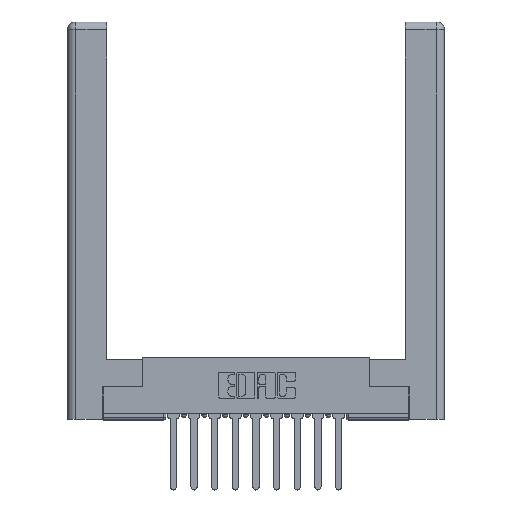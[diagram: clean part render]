
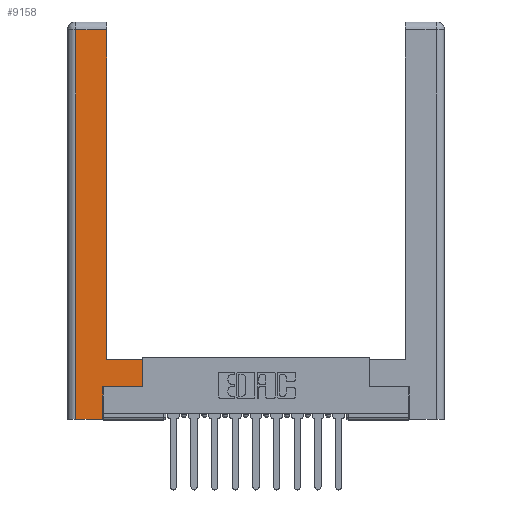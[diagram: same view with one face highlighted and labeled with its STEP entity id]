
A CAD part, top view. The second image highlights one B-rep face of the part: STEP entity #9158.
In plain terms, the highlighted planar face has unit normal (0, 0, 1).
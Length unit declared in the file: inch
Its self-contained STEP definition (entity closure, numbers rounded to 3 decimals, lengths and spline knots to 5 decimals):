
#86 = VERTEX_POINT ( 'NONE', #12661 ) ;
#105 = EDGE_CURVE ( 'NONE', #3191, #86, #3302, .T. ) ;
#179 = VECTOR ( 'NONE', #10539, 39.37008 ) ;
#268 = CARTESIAN_POINT ( 'NONE',  ( 0.565, 0.245, 0. ) ) ;
#832 = VERTEX_POINT ( 'NONE', #2967 ) ;
#1069 = AXIS2_PLACEMENT_3D ( 'NONE', #2240, #11356, #9056 ) ;
#1433 = LINE ( 'NONE', #9420, #179 ) ;
#1589 = VECTOR ( 'NONE', #6934, 39.37008 ) ;
#1807 = ORIENTED_EDGE ( 'NONE', *, *, #14547, .T. ) ;
#1889 = DIRECTION ( 'NONE',  ( -1., 0., 0. ) ) ;
#1988 = EDGE_LOOP ( 'NONE', ( #9667, #12112, #3620, #8877, #8629, #1807, #4172, #11764 ) ) ;
#2240 = CARTESIAN_POINT ( 'NONE',  ( 0., 0., 0. ) ) ;
#2369 = CARTESIAN_POINT ( 'NONE',  ( 0.565, 0.245, 0. ) ) ;
#2487 = CARTESIAN_POINT ( 'NONE',  ( 0.565, 0.45, 0. ) ) ;
#2590 = VECTOR ( 'NONE', #10937, 39.37008 ) ;
#2967 = CARTESIAN_POINT ( 'NONE',  ( 0.295, 2.94, 0. ) ) ;
#3106 = VECTOR ( 'NONE', #13672, 39.37008 ) ;
#3191 = VERTEX_POINT ( 'NONE', #2369 ) ;
#3302 = LINE ( 'NONE', #2487, #1589 ) ;
#3533 = VECTOR ( 'NONE', #4661, 39.37008 ) ;
#3620 = ORIENTED_EDGE ( 'NONE', *, *, #13833, .T. ) ;
#3636 = LINE ( 'NONE', #13719, #4096 ) ;
#3968 = EDGE_CURVE ( 'NONE', #832, #13772, #13323, .T. ) ;
#4003 = VERTEX_POINT ( 'NONE', #12430 ) ;
#4096 = VECTOR ( 'NONE', #8079, 39.37008 ) ;
#4172 = ORIENTED_EDGE ( 'NONE', *, *, #105, .T. ) ;
#4661 = DIRECTION ( 'NONE',  ( 1., 0., 0. ) ) ;
#4953 = EDGE_CURVE ( 'NONE', #7182, #7488, #3636, .T. ) ;
#5080 = LINE ( 'NONE', #9736, #2590 ) ;
#6934 = DIRECTION ( 'NONE',  ( 0., 1., 0. ) ) ;
#7182 = VERTEX_POINT ( 'NONE', #13095 ) ;
#7297 = VECTOR ( 'NONE', #10979, 39.37008 ) ;
#7347 = LINE ( 'NONE', #13078, #7297 ) ;
#7444 = CARTESIAN_POINT ( 'NONE',  ( 0.0615, 2.94, 0. ) ) ;
#7460 = EDGE_CURVE ( 'NONE', #86, #4003, #1433, .T. ) ;
#7488 = VERTEX_POINT ( 'NONE', #8320 ) ;
#7947 = PLANE ( 'NONE',  #1069 ) ;
#7952 = LINE ( 'NONE', #9128, #3106 ) ;
#8075 = LINE ( 'NONE', #268, #3533 ) ;
#8079 = DIRECTION ( 'NONE',  ( 0., 1., 0. ) ) ;
#8320 = CARTESIAN_POINT ( 'NONE',  ( 0.265, 0.245, 0. ) ) ;
#8629 = ORIENTED_EDGE ( 'NONE', *, *, #4953, .T. ) ;
#8877 = ORIENTED_EDGE ( 'NONE', *, *, #10824, .T. ) ;
#9056 = DIRECTION ( 'NONE',  ( -1., 0., 0. ) ) ;
#9128 = CARTESIAN_POINT ( 'NONE',  ( 0.265, 0., 0. ) ) ;
#9158 = ADVANCED_FACE ( 'NONE', ( #10015 ), #7947, .F. ) ;
#9361 = CARTESIAN_POINT ( 'NONE',  ( 0.0615, 0., 0. ) ) ;
#9420 = CARTESIAN_POINT ( 'NONE',  ( 0.295, 0.45, 0. ) ) ;
#9667 = ORIENTED_EDGE ( 'NONE', *, *, #10129, .T. ) ;
#9736 = CARTESIAN_POINT ( 'NONE',  ( 0.295, 3., 0. ) ) ;
#10015 = FACE_OUTER_BOUND ( 'NONE', #1988, .T. ) ;
#10129 = EDGE_CURVE ( 'NONE', #4003, #832, #5080, .T. ) ;
#10539 = DIRECTION ( 'NONE',  ( -1., 0., 0. ) ) ;
#10824 = EDGE_CURVE ( 'NONE', #11709, #7182, #7952, .T. ) ;
#10937 = DIRECTION ( 'NONE',  ( 0., 1., 0. ) ) ;
#10979 = DIRECTION ( 'NONE',  ( 0., -1., 0. ) ) ;
#11356 = DIRECTION ( 'NONE',  ( 0., 0., -1. ) ) ;
#11709 = VERTEX_POINT ( 'NONE', #9361 ) ;
#11764 = ORIENTED_EDGE ( 'NONE', *, *, #7460, .T. ) ;
#12112 = ORIENTED_EDGE ( 'NONE', *, *, #3968, .T. ) ;
#12430 = CARTESIAN_POINT ( 'NONE',  ( 0.295, 0.45, 0. ) ) ;
#12661 = CARTESIAN_POINT ( 'NONE',  ( 0.565, 0.45, 0. ) ) ;
#13078 = CARTESIAN_POINT ( 'NONE',  ( 0.0615, 0., 0. ) ) ;
#13095 = CARTESIAN_POINT ( 'NONE',  ( 0.265, 0., 0. ) ) ;
#13219 = CARTESIAN_POINT ( 'NONE',  ( 0.0615, 2.94, 0. ) ) ;
#13323 = LINE ( 'NONE', #7444, #13792 ) ;
#13672 = DIRECTION ( 'NONE',  ( 1., 0., 0. ) ) ;
#13719 = CARTESIAN_POINT ( 'NONE',  ( 0.265, 0.245, 0. ) ) ;
#13772 = VERTEX_POINT ( 'NONE', #13219 ) ;
#13792 = VECTOR ( 'NONE', #1889, 39.37008 ) ;
#13833 = EDGE_CURVE ( 'NONE', #13772, #11709, #7347, .T. ) ;
#14547 = EDGE_CURVE ( 'NONE', #7488, #3191, #8075, .T. ) ;
